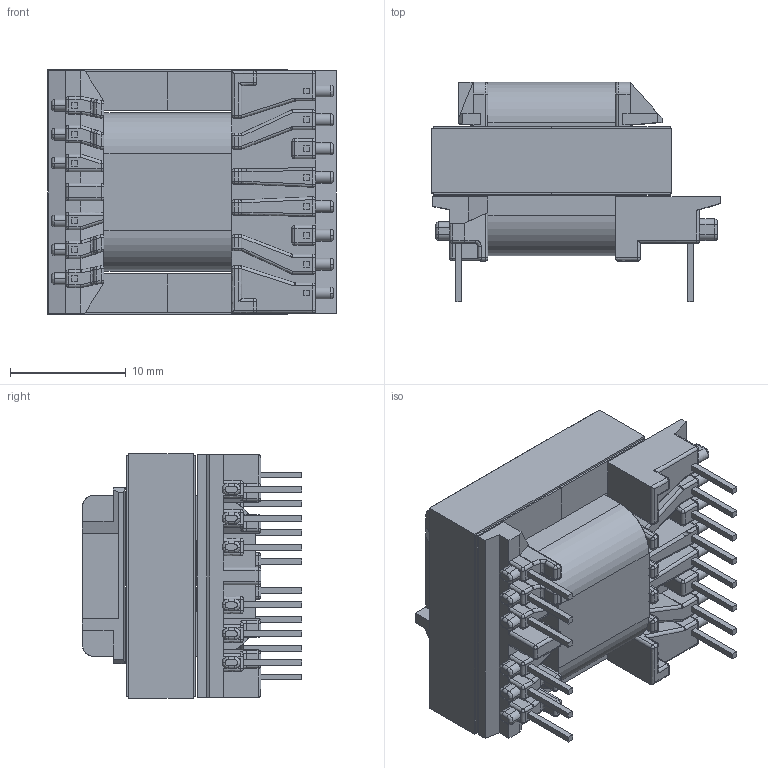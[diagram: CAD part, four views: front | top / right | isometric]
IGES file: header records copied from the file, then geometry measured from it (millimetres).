
Start section: SolidWorks IGES file using analytic representation for surfaces
Global section: file name: EE20-10-6_5643.IGS; native system: SolidWorks 2017; preprocessor: SolidWorks 2017; author: tisha.pedersen; date: 190131.105850; units: millimetre
Bounding box: 24.9 x 18.91 x 21.12 mm (x, y, z)
Surface area: 6491.2 mm2 (no closed solid volume)
Topology: 0 solids, 0 shells, 833 faces, 5008 edges, 4914 vertices
Faces by surface type: bspline 436, revolution 397
